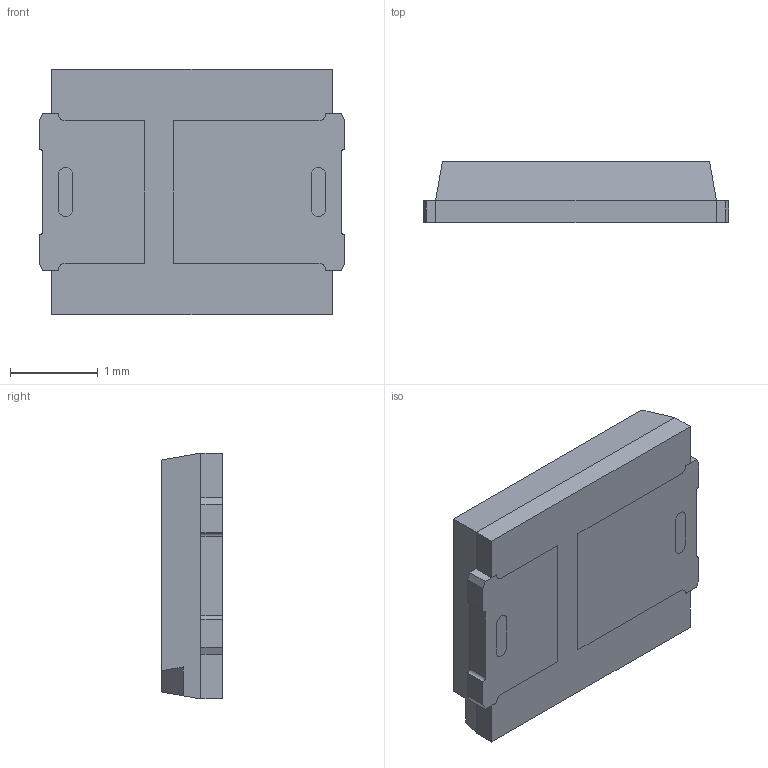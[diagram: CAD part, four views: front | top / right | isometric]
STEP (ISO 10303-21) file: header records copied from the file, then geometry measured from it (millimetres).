
FILE_DESCRIPTION (( 'STEP AP214' ), '1' );
FILE_NAME ('SPMWH1228FD5WARMSE.STEP', '2021-04-10T20:08:21', ( '' ), ( '' ), 'SwSTEP 2.0', 'SolidWorks 2017', '' );
FILE_SCHEMA (( 'AUTOMOTIVE_DESIGN' ));
Length unit declared in the file: millimetre
Products named in the file (1): SPMWH1228FD5WARMSE
Bounding box: 3.48 x 0.7 x 2.8 mm (x, y, z)
Volume: 6.2 mm3; surface area: 57 mm2
Topology: 4 solids, 4 shells, 115 faces, 301 edges, 198 vertices
Faces by surface type: plane 83, cylinder 32
Entity records: 3584 total; most frequent: CARTESIAN_POINT 615, ORIENTED_EDGE 602, DIRECTION 597, EDGE_CURVE 301, LINE 237, VECTOR 237, VERTEX_POINT 198, AXIS2_PLACEMENT_3D 180
